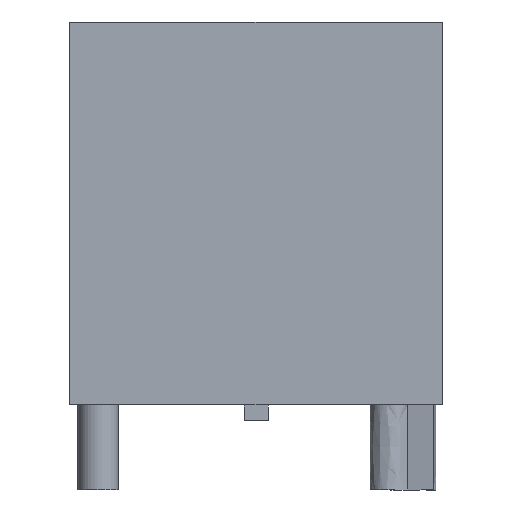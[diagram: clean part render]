
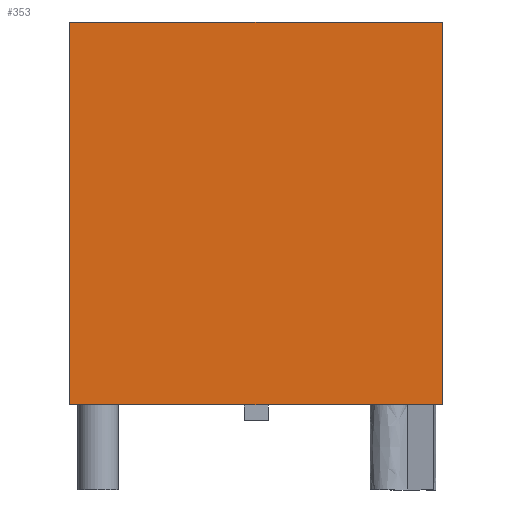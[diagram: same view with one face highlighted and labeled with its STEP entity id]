
A CAD part, front view. The second image highlights one B-rep face of the part: STEP entity #353.
In plain terms, the highlighted planar face has unit normal (0, -1, 0).
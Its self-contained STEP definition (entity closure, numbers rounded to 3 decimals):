
#333=AXIS2_PLACEMENT_3D('Plane Axis2P3D',#330,#331,#332) ;
#256=CARTESIAN_POINT('Vertex',(0.,0.,44.)) ;
#259=CARTESIAN_POINT('Line Origine',(17.5,0.,44.)) ;
#263=CARTESIAN_POINT('Vertex',(35.,0.,44.)) ;
#308=CARTESIAN_POINT('Vertex',(0.,0.,8.)) ;
#311=CARTESIAN_POINT('Line Origine',(0.,0.,26.)) ;
#330=CARTESIAN_POINT('Axis2P3D Location',(35.,0.,8.)) ;
#335=CARTESIAN_POINT('Line Origine',(17.5,0.,8.)) ;
#339=CARTESIAN_POINT('Vertex',(35.,0.,8.)) ;
#342=CARTESIAN_POINT('Line Origine',(35.,0.,26.)) ;
#260=DIRECTION('Vector Direction',(-1.,0.,0.)) ;
#312=DIRECTION('Vector Direction',(0.,0.,1.)) ;
#331=DIRECTION('Axis2P3D Direction',(0.,1.,0.)) ;
#332=DIRECTION('Axis2P3D XDirection',(-1.,0.,0.)) ;
#336=DIRECTION('Vector Direction',(-1.,0.,0.)) ;
#343=DIRECTION('Vector Direction',(0.,0.,1.)) ;
#261=VECTOR('Line Direction',#260,1.) ;
#313=VECTOR('Line Direction',#312,1.) ;
#337=VECTOR('Line Direction',#336,1.) ;
#344=VECTOR('Line Direction',#343,1.) ;
#348=ORIENTED_EDGE('',*,*,#315,.F.) ;
#349=ORIENTED_EDGE('',*,*,#341,.T.) ;
#350=ORIENTED_EDGE('',*,*,#346,.T.) ;
#351=ORIENTED_EDGE('',*,*,#265,.F.) ;
#353=ADVANCED_FACE('Koerper.2',(#352),#334,.F.) ;
#265=EDGE_CURVE('',#257,#264,#262,.F.) ;
#315=EDGE_CURVE('',#309,#257,#314,.T.) ;
#341=EDGE_CURVE('',#309,#340,#338,.F.) ;
#346=EDGE_CURVE('',#340,#264,#345,.T.) ;
#347=EDGE_LOOP('',(#348,#349,#350,#351)) ;
#352=FACE_OUTER_BOUND('',#347,.T.) ;
#262=LINE('Line',#259,#261) ;
#314=LINE('Line',#311,#313) ;
#338=LINE('Line',#335,#337) ;
#345=LINE('Line',#342,#344) ;
#334=PLANE('',#333) ;
#257=VERTEX_POINT('',#256) ;
#264=VERTEX_POINT('',#263) ;
#309=VERTEX_POINT('',#308) ;
#340=VERTEX_POINT('',#339) ;
